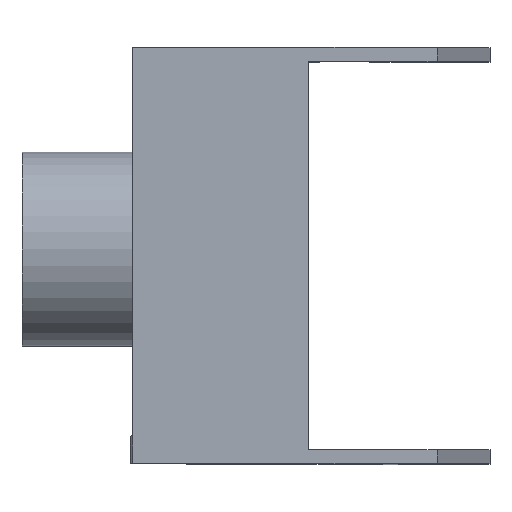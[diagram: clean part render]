
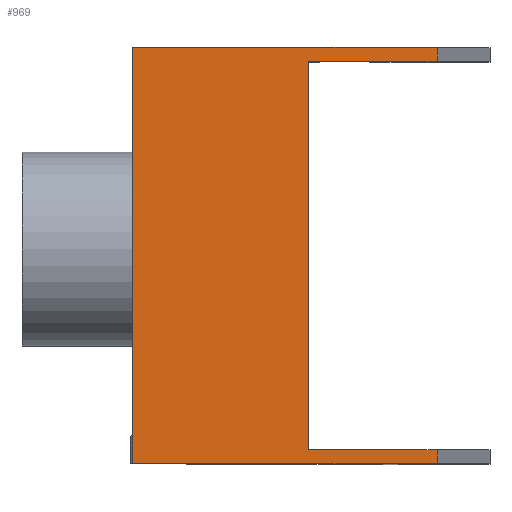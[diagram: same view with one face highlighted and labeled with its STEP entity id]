
A CAD part, top view. The second image highlights one B-rep face of the part: STEP entity #969.
In plain terms, the highlighted planar face has unit normal (0, 0, 1).
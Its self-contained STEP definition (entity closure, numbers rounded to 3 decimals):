
#52=FACE_OUTER_BOUND('',#102,.T.);
#102=EDGE_LOOP('',(#720,#721,#722,#723,#724,#725,#726,#727,#728));
#181=LINE('',#1403,#313);
#206=LINE('',#1450,#338);
#215=LINE('',#1468,#347);
#216=LINE('',#1470,#348);
#217=LINE('',#1472,#349);
#218=LINE('',#1474,#350);
#219=LINE('',#1476,#351);
#220=LINE('',#1477,#352);
#221=LINE('',#1478,#353);
#313=VECTOR('',#1127,10.);
#338=VECTOR('',#1166,10.);
#347=VECTOR('',#1177,10.);
#348=VECTOR('',#1178,10.);
#349=VECTOR('',#1179,10.);
#350=VECTOR('',#1180,10.);
#351=VECTOR('',#1181,10.);
#352=VECTOR('',#1182,10.);
#353=VECTOR('',#1183,10.);
#441=VERTEX_POINT('',#1400);
#442=VERTEX_POINT('',#1402);
#456=VERTEX_POINT('',#1447);
#457=VERTEX_POINT('',#1449);
#465=VERTEX_POINT('',#1467);
#466=VERTEX_POINT('',#1469);
#467=VERTEX_POINT('',#1471);
#468=VERTEX_POINT('',#1473);
#469=VERTEX_POINT('',#1475);
#534=EDGE_CURVE('',#442,#441,#181,.T.);
#559=EDGE_CURVE('',#457,#456,#206,.T.);
#568=EDGE_CURVE('',#441,#465,#215,.T.);
#569=EDGE_CURVE('',#466,#465,#216,.T.);
#570=EDGE_CURVE('',#467,#466,#217,.T.);
#571=EDGE_CURVE('',#467,#468,#218,.T.);
#572=EDGE_CURVE('',#469,#468,#219,.T.);
#573=EDGE_CURVE('',#457,#469,#220,.T.);
#574=EDGE_CURVE('',#456,#442,#221,.T.);
#720=ORIENTED_EDGE('',*,*,#534,.T.);
#721=ORIENTED_EDGE('',*,*,#568,.T.);
#722=ORIENTED_EDGE('',*,*,#569,.F.);
#723=ORIENTED_EDGE('',*,*,#570,.F.);
#724=ORIENTED_EDGE('',*,*,#571,.T.);
#725=ORIENTED_EDGE('',*,*,#572,.F.);
#726=ORIENTED_EDGE('',*,*,#573,.F.);
#727=ORIENTED_EDGE('',*,*,#559,.T.);
#728=ORIENTED_EDGE('',*,*,#574,.T.);
#922=PLANE('',#1033);
#969=ADVANCED_FACE('',(#52),#922,.T.);
#1033=AXIS2_PLACEMENT_3D('',#1466,#1175,#1176);
#1127=DIRECTION('',(1.,0.,0.));
#1166=DIRECTION('',(-1.,0.,0.));
#1175=DIRECTION('center_axis',(0.,0.,1.));
#1176=DIRECTION('ref_axis',(-1.,0.,0.));
#1177=DIRECTION('',(0.,1.,0.));
#1178=DIRECTION('',(1.,0.,0.));
#1179=DIRECTION('',(0.,1.,0.));
#1180=DIRECTION('',(0.,-1.,0.));
#1181=DIRECTION('',(-1.,0.,0.));
#1182=DIRECTION('',(0.,-1.,0.));
#1183=DIRECTION('',(0.,1.,0.));
#1400=CARTESIAN_POINT('',(5.995,6.75,20.7));
#1402=CARTESIAN_POINT('',(3.679,6.75,20.7));
#1403=CARTESIAN_POINT('',(4.863,6.75,20.7));
#1447=CARTESIAN_POINT('',(3.679,-0.25,20.7));
#1449=CARTESIAN_POINT('',(5.995,-0.25,20.7));
#1450=CARTESIAN_POINT('',(5.655,-0.25,20.7));
#1466=CARTESIAN_POINT('Origin',(5.995,0.,20.7));
#1467=CARTESIAN_POINT('',(5.995,7.,20.7));
#1468=CARTESIAN_POINT('',(5.995,6.5,20.7));
#1469=CARTESIAN_POINT('',(0.512,7.,20.7));
#1470=CARTESIAN_POINT('',(5.995,7.,20.7));
#1471=CARTESIAN_POINT('',(0.512,0.,20.7));
#1472=CARTESIAN_POINT('',(0.512,0.,20.7));
#1473=CARTESIAN_POINT('',(0.512,-0.5,20.7));
#1474=CARTESIAN_POINT('',(0.512,0.,20.7));
#1475=CARTESIAN_POINT('',(5.995,-0.5,20.7));
#1476=CARTESIAN_POINT('',(0.512,-0.5,20.7));
#1477=CARTESIAN_POINT('',(5.995,0.,20.7));
#1478=CARTESIAN_POINT('',(3.679,0.,20.7));
